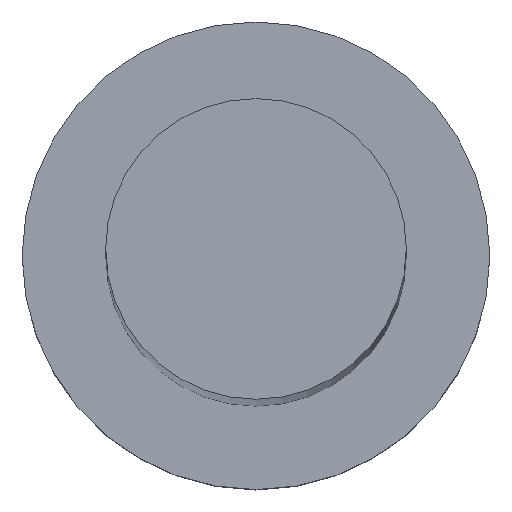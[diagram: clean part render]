
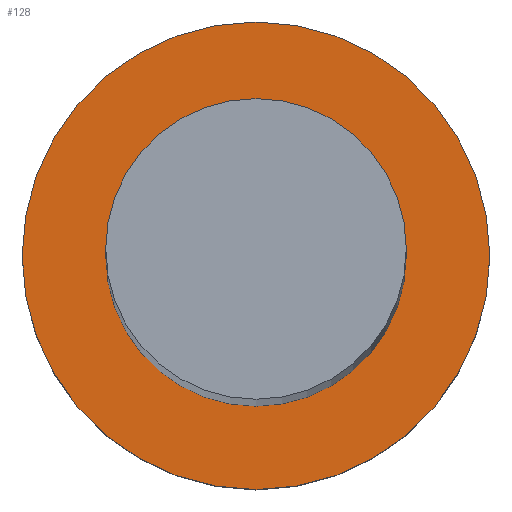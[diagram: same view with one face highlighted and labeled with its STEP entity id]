
A CAD part, top view. The second image highlights one B-rep face of the part: STEP entity #128.
In plain terms, the highlighted planar face has unit normal (0, 0, 1).
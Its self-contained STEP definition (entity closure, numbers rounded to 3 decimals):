
#6 = EDGE_CURVE ( 'NONE', #90, #22, #137, .T. ) ;
#9 = EDGE_CURVE ( 'NONE', #22, #90, #27, .T. ) ;
#12 = CARTESIAN_POINT ( 'NONE',  ( -7., 0., 6.5 ) ) ;
#13 = CARTESIAN_POINT ( 'NONE',  ( -4.5, 0., 6.5 ) ) ;
#19 = CIRCLE ( 'NONE', #226, 4.5 ) ;
#22 = VERTEX_POINT ( 'NONE', #136 ) ;
#27 = CIRCLE ( 'NONE', #189, 7. ) ;
#48 = DIRECTION ( 'NONE',  ( 1., 0., 0. ) ) ;
#59 = CARTESIAN_POINT ( 'NONE',  ( 0., 0., 6.5 ) ) ;
#68 = DIRECTION ( 'NONE',  ( 0., 0., 1. ) ) ;
#87 = CARTESIAN_POINT ( 'NONE',  ( 0., 0., 6.5 ) ) ;
#90 = VERTEX_POINT ( 'NONE', #12 ) ;
#92 = ORIENTED_EDGE ( 'NONE', *, *, #223, .F. ) ;
#96 = DIRECTION ( 'NONE',  ( 0., 0., 1. ) ) ;
#114 = ORIENTED_EDGE ( 'NONE', *, *, #6, .T. ) ;
#115 = VERTEX_POINT ( 'NONE', #13 ) ;
#121 = FACE_BOUND ( 'NONE', #194, .T. ) ;
#124 = CARTESIAN_POINT ( 'NONE',  ( 4.5, 0., 6.5 ) ) ;
#128 = ADVANCED_FACE ( 'NONE', ( #121, #201 ), #246, .T. ) ;
#135 = ORIENTED_EDGE ( 'NONE', *, *, #9, .T. ) ;
#136 = CARTESIAN_POINT ( 'NONE',  ( 7., 0., 6.5 ) ) ;
#137 = CIRCLE ( 'NONE', #147, 7. ) ;
#142 = DIRECTION ( 'NONE',  ( 0., 0., 1. ) ) ;
#147 = AXIS2_PLACEMENT_3D ( 'NONE', #198, #96, #240 ) ;
#158 = DIRECTION ( 'NONE',  ( 0., 0., 1. ) ) ;
#161 = DIRECTION ( 'NONE',  ( 1., 0., 0. ) ) ;
#164 = DIRECTION ( 'NONE',  ( 0., 0., 1. ) ) ;
#178 = EDGE_LOOP ( 'NONE', ( #114, #135 ) ) ;
#181 = CARTESIAN_POINT ( 'NONE',  ( 0., 0., 6.5 ) ) ;
#182 = CIRCLE ( 'NONE', #204, 4.5 ) ;
#183 = EDGE_CURVE ( 'NONE', #115, #192, #182, .T. ) ;
#189 = AXIS2_PLACEMENT_3D ( 'NONE', #59, #158, #161 ) ;
#192 = VERTEX_POINT ( 'NONE', #124 ) ;
#194 = EDGE_LOOP ( 'NONE', ( #237, #92 ) ) ;
#198 = CARTESIAN_POINT ( 'NONE',  ( 0., 0., 6.5 ) ) ;
#200 = CARTESIAN_POINT ( 'NONE',  ( 0., 0., 6.5 ) ) ;
#201 = FACE_OUTER_BOUND ( 'NONE', #178, .T. ) ;
#204 = AXIS2_PLACEMENT_3D ( 'NONE', #200, #68, #251 ) ;
#223 = EDGE_CURVE ( 'NONE', #192, #115, #19, .T. ) ;
#226 = AXIS2_PLACEMENT_3D ( 'NONE', #181, #164, #228 ) ;
#228 = DIRECTION ( 'NONE',  ( 1., 0., 0. ) ) ;
#234 = AXIS2_PLACEMENT_3D ( 'NONE', #87, #142, #48 ) ;
#237 = ORIENTED_EDGE ( 'NONE', *, *, #183, .F. ) ;
#240 = DIRECTION ( 'NONE',  ( 1., 0., 0. ) ) ;
#246 = PLANE ( 'NONE',  #234 ) ;
#251 = DIRECTION ( 'NONE',  ( 1., 0., 0. ) ) ;
